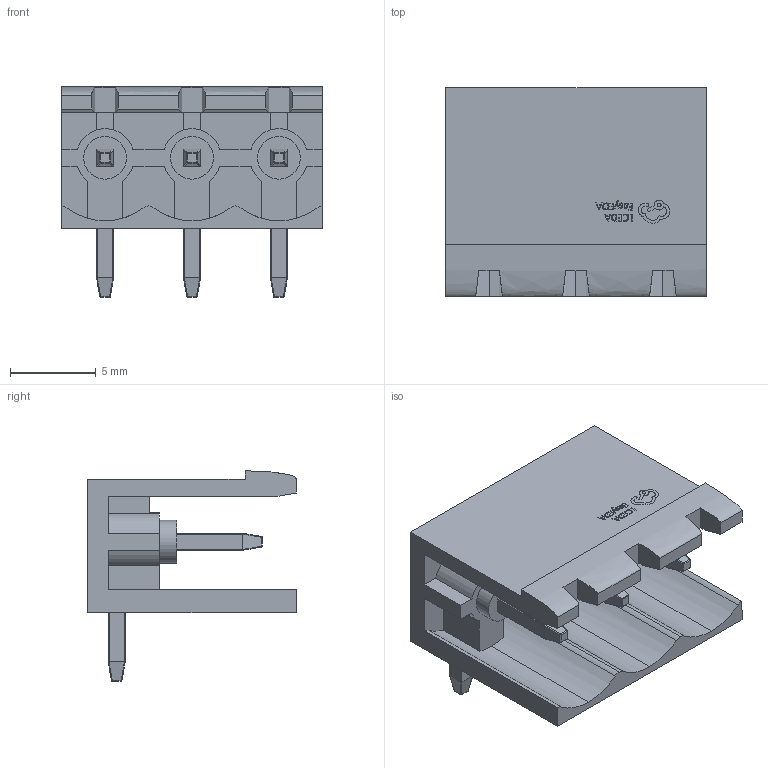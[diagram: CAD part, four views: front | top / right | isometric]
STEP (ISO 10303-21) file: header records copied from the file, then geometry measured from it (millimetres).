
FILE_DESCRIPTION (( 'STEP AP214' ), '1' );
FILE_NAME ('CONN-TH_WJ5.08-WI-3P.step', '2022-08-08T03:38:39', ( '' ), ( '' ), 'SwSTEP 2.0', 'SolidWorks 2020', '' );
FILE_SCHEMA (( 'AUTOMOTIVE_DESIGN' ));
Length unit declared in the file: millimetre
Products named in the file (1): CONN-TH_WJ5.08-WI-3P
Bounding box: 15.24 x 12.2 x 12.3 mm (x, y, z)
Volume: 590.8 mm3; surface area: 1390.9 mm2
Topology: 14 solids, 14 shells, 718 faces, 1875 edges, 1206 vertices
Faces by surface type: plane 424, bspline 141, cylinder 117, sphere 24, torus 12
Entity records: 32598 total; most frequent: CARTESIAN_POINT 8044, ORIENTED_EDGE 3726, DIRECTION 2842, EDGE_CURVE 1863, LINE 1278, VECTOR 1278, VERTEX_POINT 1206, AXIS2_PLACEMENT_3D 782
